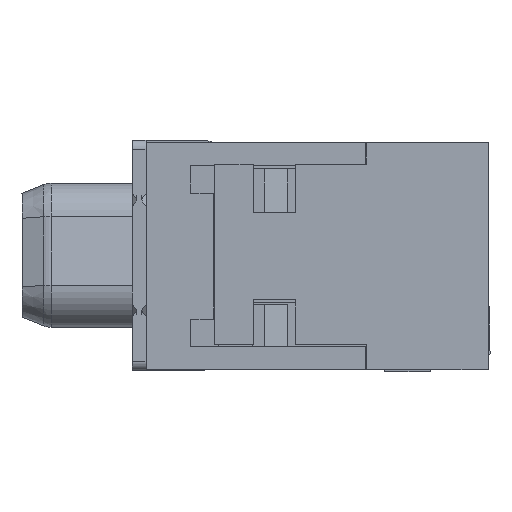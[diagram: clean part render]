
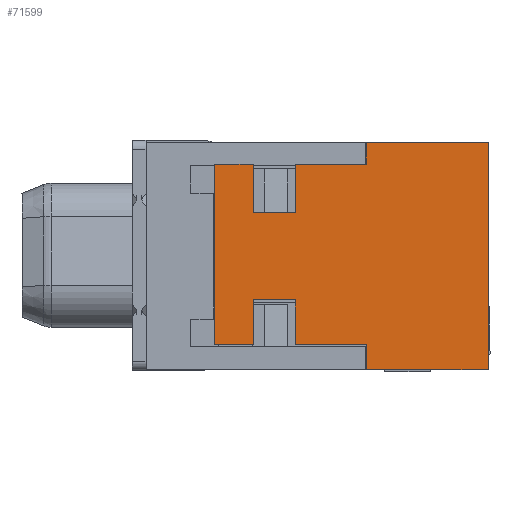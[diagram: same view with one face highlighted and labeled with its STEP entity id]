
A CAD part, left-side view. The second image highlights one B-rep face of the part: STEP entity #71599.
In plain terms, the highlighted planar face has unit normal (-1, 0, 0).
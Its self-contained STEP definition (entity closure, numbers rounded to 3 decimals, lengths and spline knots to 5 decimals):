
#3575=FACE_OUTER_BOUND('',#7028,.T.);
#7028=EDGE_LOOP('',(#47938,#47939,#47940,#47941,#47942,#47943,#47944,#47945,
#47946,#47947,#47948,#47949,#47950,#47951,#47952,#47953));
#11445=LINE('',#100862,#19858);
#12121=LINE('',#102231,#20534);
#12151=LINE('',#102315,#20564);
#12156=LINE('',#102325,#20569);
#12169=LINE('',#102352,#20582);
#12258=LINE('',#102694,#20671);
#12262=LINE('',#102701,#20675);
#12264=LINE('',#102705,#20677);
#12268=LINE('',#102713,#20681);
#12270=LINE('',#102716,#20683);
#12277=LINE('',#102731,#20690);
#12282=LINE('',#102741,#20695);
#12285=LINE('',#102746,#20698);
#12287=LINE('',#102750,#20700);
#12288=LINE('',#102752,#20701);
#12289=LINE('',#102754,#20702);
#19858=VECTOR('',#82007,0.3937);
#20534=VECTOR('',#82749,0.3937);
#20564=VECTOR('',#82803,0.3937);
#20569=VECTOR('',#82810,0.3937);
#20582=VECTOR('',#82833,0.3937);
#20671=VECTOR('',#83012,0.3937);
#20675=VECTOR('',#83022,0.3937);
#20677=VECTOR('',#83026,0.3937);
#20681=VECTOR('',#83032,0.3937);
#20683=VECTOR('',#83036,0.3937);
#20690=VECTOR('',#83049,0.3937);
#20695=VECTOR('',#83060,0.3937);
#20698=VECTOR('',#83067,0.3937);
#20700=VECTOR('',#83071,0.3937);
#20701=VECTOR('',#83074,0.3937);
#20702=VECTOR('',#83077,0.3937);
#27755=VERTEX_POINT('',#100859);
#27756=VERTEX_POINT('',#100861);
#28415=VERTEX_POINT('',#102228);
#28416=VERTEX_POINT('',#102230);
#28437=VERTEX_POINT('',#102312);
#28438=VERTEX_POINT('',#102314);
#28442=VERTEX_POINT('',#102324);
#28450=VERTEX_POINT('',#102349);
#28451=VERTEX_POINT('',#102351);
#28519=VERTEX_POINT('',#102693);
#28520=VERTEX_POINT('',#102703);
#28523=VERTEX_POINT('',#102711);
#28527=VERTEX_POINT('',#102728);
#28528=VERTEX_POINT('',#102730);
#28530=VERTEX_POINT('',#102740);
#28531=VERTEX_POINT('',#102748);
#35003=EDGE_CURVE('',#27756,#27755,#11445,.T.);
#35693=EDGE_CURVE('',#28415,#28416,#12121,.T.);
#35727=EDGE_CURVE('',#28438,#28437,#12151,.T.);
#35732=EDGE_CURVE('',#27756,#28442,#12156,.T.);
#35746=EDGE_CURVE('',#28451,#28450,#12169,.T.);
#35862=EDGE_CURVE('',#28519,#28438,#12258,.T.);
#35866=EDGE_CURVE('',#28450,#28519,#12262,.T.);
#35868=EDGE_CURVE('',#28437,#28520,#12264,.T.);
#35872=EDGE_CURVE('',#28520,#28523,#12268,.T.);
#35874=EDGE_CURVE('',#28523,#28442,#12270,.T.);
#35881=EDGE_CURVE('',#28528,#28527,#12277,.T.);
#35886=EDGE_CURVE('',#28530,#28528,#12282,.T.);
#35889=EDGE_CURVE('',#27755,#28530,#12285,.T.);
#35891=EDGE_CURVE('',#28527,#28531,#12287,.T.);
#35892=EDGE_CURVE('',#28531,#28416,#12288,.T.);
#35893=EDGE_CURVE('',#28415,#28451,#12289,.T.);
#47938=ORIENTED_EDGE('',*,*,#35866,.T.);
#47939=ORIENTED_EDGE('',*,*,#35862,.T.);
#47940=ORIENTED_EDGE('',*,*,#35727,.T.);
#47941=ORIENTED_EDGE('',*,*,#35868,.T.);
#47942=ORIENTED_EDGE('',*,*,#35872,.T.);
#47943=ORIENTED_EDGE('',*,*,#35874,.T.);
#47944=ORIENTED_EDGE('',*,*,#35732,.F.);
#47945=ORIENTED_EDGE('',*,*,#35003,.T.);
#47946=ORIENTED_EDGE('',*,*,#35889,.T.);
#47947=ORIENTED_EDGE('',*,*,#35886,.T.);
#47948=ORIENTED_EDGE('',*,*,#35881,.T.);
#47949=ORIENTED_EDGE('',*,*,#35891,.T.);
#47950=ORIENTED_EDGE('',*,*,#35892,.T.);
#47951=ORIENTED_EDGE('',*,*,#35693,.F.);
#47952=ORIENTED_EDGE('',*,*,#35893,.T.);
#47953=ORIENTED_EDGE('',*,*,#35746,.T.);
#65474=PLANE('',#75099);
#71599=ADVANCED_FACE('',(#3575),#65474,.T.);
#75099=AXIS2_PLACEMENT_3D('',#102753,#83075,#83076);
#82007=DIRECTION('',(0.,-1.,0.));
#82749=DIRECTION('',(0.,1.,0.));
#82803=DIRECTION('',(0.,0.,-1.));
#82810=DIRECTION('',(0.,0.,1.));
#82833=DIRECTION('',(0.,1.,0.));
#83012=DIRECTION('',(0.,1.,0.));
#83022=DIRECTION('',(0.,0.,-1.));
#83026=DIRECTION('',(0.,1.,0.));
#83032=DIRECTION('',(0.,0.,1.));
#83036=DIRECTION('',(0.,1.,0.));
#83049=DIRECTION('',(0.,0.,-1.));
#83060=DIRECTION('',(0.,-1.,0.));
#83067=DIRECTION('',(0.,0.,1.));
#83071=DIRECTION('',(0.,-1.,0.));
#83074=DIRECTION('',(0.,0.,-1.));
#83075=DIRECTION('center_axis',(-1.,0.,0.));
#83076=DIRECTION('ref_axis',(0.,0.,1.));
#83077=DIRECTION('',(0.,0.,1.));
#100859=CARTESIAN_POINT('',(-1.41564,-0.31893,0.61346));
#100861=CARTESIAN_POINT('',(-1.41564,-0.23552,0.61346));
#100862=CARTESIAN_POINT('',(-1.41564,-0.57473,0.61346));
#102228=CARTESIAN_POINT('',(-1.41564,-0.83052,0.55767));
#102230=CARTESIAN_POINT('',(-1.41564,-0.56552,0.55767));
#102231=CARTESIAN_POINT('',(-1.41564,-0.83052,0.55767));
#102312=CARTESIAN_POINT('',(-1.41564,-0.41093,0.89967));
#102314=CARTESIAN_POINT('',(-1.41564,-0.41093,1.00546));
#102315=CARTESIAN_POINT('',(-1.41564,-0.41093,0.72867));
#102324=CARTESIAN_POINT('',(-1.41564,-0.23552,1.00546));
#102325=CARTESIAN_POINT('',(-1.41564,-0.23552,1.05167));
#102349=CARTESIAN_POINT('',(-1.41564,-0.56552,1.05167));
#102351=CARTESIAN_POINT('',(-1.41564,-0.83052,1.05167));
#102352=CARTESIAN_POINT('',(-1.41564,-0.83052,1.05167));
#102693=CARTESIAN_POINT('',(-1.41564,-0.56552,1.00546));
#102694=CARTESIAN_POINT('',(-1.41564,-0.62073,1.00546));
#102701=CARTESIAN_POINT('',(-1.41564,-0.56552,0.78156));
#102703=CARTESIAN_POINT('',(-1.41564,-0.31893,0.89967));
#102705=CARTESIAN_POINT('',(-1.41564,-0.57473,0.89967));
#102711=CARTESIAN_POINT('',(-1.41564,-0.31893,1.00546));
#102713=CARTESIAN_POINT('',(-1.41564,-0.31893,0.78156));
#102716=CARTESIAN_POINT('',(-1.41564,-0.53302,1.00546));
#102728=CARTESIAN_POINT('',(-1.41564,-0.41093,0.61346));
#102730=CARTESIAN_POINT('',(-1.41564,-0.41093,0.70967));
#102731=CARTESIAN_POINT('',(-1.41564,-0.41093,0.58556));
#102740=CARTESIAN_POINT('',(-1.41564,-0.31893,0.70967));
#102741=CARTESIAN_POINT('',(-1.41564,-0.62073,0.70967));
#102746=CARTESIAN_POINT('',(-1.41564,-0.31893,0.63367));
#102748=CARTESIAN_POINT('',(-1.41564,-0.56552,0.61346));
#102750=CARTESIAN_POINT('',(-1.41564,-0.69802,0.61346));
#102752=CARTESIAN_POINT('',(-1.41564,-0.56552,0.55767));
#102753=CARTESIAN_POINT('Origin',(-1.41564,-0.83052,
0.55767));
#102754=CARTESIAN_POINT('',(-1.41564,-0.83052,0.55767));
